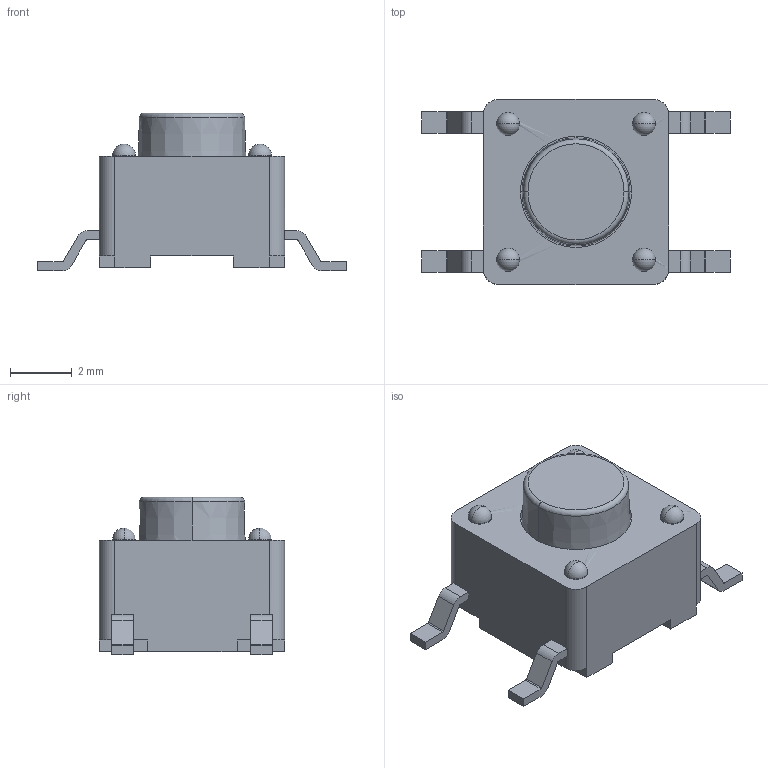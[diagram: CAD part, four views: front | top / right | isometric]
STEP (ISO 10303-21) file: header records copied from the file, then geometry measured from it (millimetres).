
FILE_DESCRIPTION (( 'STEP AP214' ), '1' );
FILE_NAME ('TL3301AFxxxxG (1).STEP', '2020-01-29T15:56:38', ( '' ), ( '' ), 'SwSTEP 2.0', 'SolidWorks 2019', '' );
FILE_SCHEMA (( 'AUTOMOTIVE_DESIGN' ));
Length unit declared in the file: millimetre
Products named in the file (4): Body1.stp; TL3301AFxxxxG (1).stp; Body2.stp; TL3301AFxxxxG (1)
Assembly tree (3 placements, depth 3):
  TL3301AFxxxxG (1)
    TL3301AFxxxxG (1).stp
      Body1.stp
      Body2.stp
Bounding box: 10 x 6 x 5.1 mm (x, y, z)
Volume: 108.1 mm3; surface area: 327.8 mm2
Topology: 2 solids, 2 shells, 239 faces, 656 edges, 425 vertices
Faces by surface type: plane 129, cylinder 83, sphere 12, torus 9, cone 4, bspline 2
Entity records: 8685 total; most frequent: CARTESIAN_POINT 1649, ORIENTED_EDGE 1276, DIRECTION 1245, EDGE_CURVE 638, AXIS2_PLACEMENT_3D 421, VERTEX_POINT 417, LINE 403, VECTOR 403
